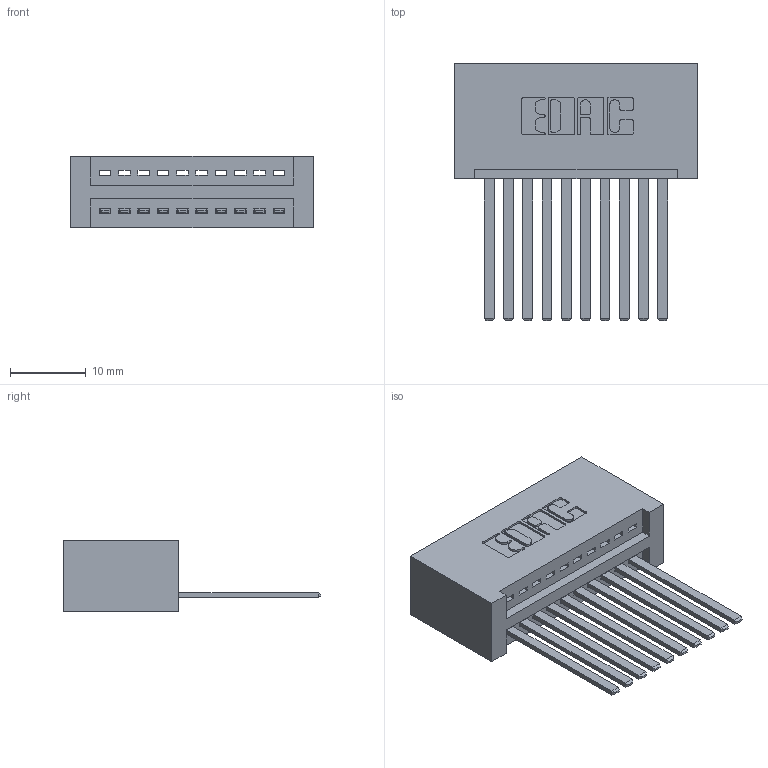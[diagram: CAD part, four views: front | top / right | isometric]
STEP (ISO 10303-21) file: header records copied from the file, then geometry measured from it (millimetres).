
FILE_DESCRIPTION (( 'STEP AP203' ), '1' );
FILE_NAME ('395-010-544-101.STEP', '2019-10-15T22:09:14', ( '' ), ( '' ), 'SwSTEP 2.0', 'SolidWorks 2016', '' );
FILE_SCHEMA (( 'CONFIG_CONTROL_DESIGN' ));
Length unit declared in the file: inch
Products named in the file (3): 395-010-544-101; 345-292-001_345-293-144; 345 Part_No Mounting Lugs
Assembly tree (11 placements, depth 2):
  395-010-544-101
    345 Part_No Mounting Lugs
    345-292-001_345-293-144  x10
Bounding box: 32 x 33.96 x 9.4 mm (x, y, z)
Volume: 3477.8 mm3; surface area: 4724.6 mm2
Topology: 11 solids, 11 shells, 638 faces, 1897 edges, 1250 vertices
Faces by surface type: plane 436, cylinder 202
Entity records: 11373 total; most frequent: CARTESIAN_POINT 1978, ORIENTED_EDGE 1922, DIRECTION 1765, EDGE_CURVE 961, VECTOR 801, LINE 801, VERTEX_POINT 638, AXIS2_PLACEMENT_3D 482
